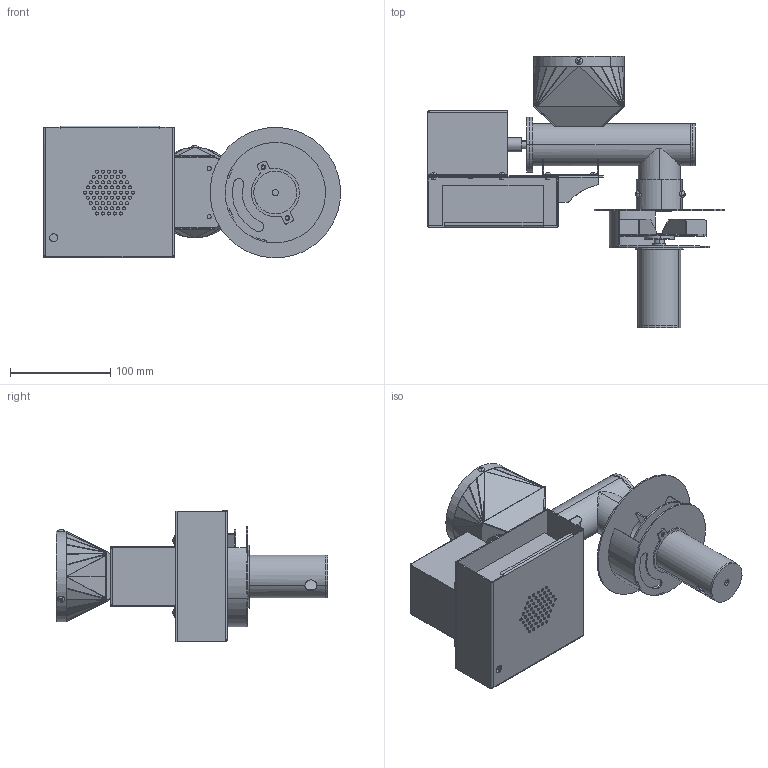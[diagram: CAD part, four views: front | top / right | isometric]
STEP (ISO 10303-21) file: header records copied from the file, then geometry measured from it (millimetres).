
FILE_DESCRIPTION (( 'STEP AP203' ), '1' );
FILE_NAME ('Assem1.STEP', '2023-04-03T09:39:19', ( '' ), ( '' ), 'SwSTEP 2.0', 'SolidWorks 2022', '' );
FILE_SCHEMA (( 'CONFIG_CONTROL_DESIGN' ));
Length unit declared in the file: millimetre
Products named in the file (24): ? lan 608; m?t b獳h; motor c嫕h qu?t; motor; ngõ ra; ph?u; cover tr瘽; cover du?i; vi?n; c嫕h v癃; n?i tr?c; ?ng m嫝; mayo motor c嫕h qu?t; pass motor; board; g?i tr?c; Assem1; tr?c v癃; v癃M4; g?i l?n; ph?u tr犥; d? ?ng; h?p board; c嫕h qu?t
Assembly tree (55 placements, depth 2):
  Assem1
    ?ng m嫝
    tr?c v癃
    c嫕h v癃  x11
    ph?u tr犥
    g?i tr?c
    m?t b獳h
    ? lan 608  x2
    vi?n
    h?p board
    board
    motor
    n?i tr?c
    d? ?ng
    ngõ ra
    pass motor
    c嫕h qu?t
    mayo motor c嫕h qu?t
    v癃M4  x22
    ph?u
    g?i l?n
    cover tr瘽
    cover du?i
    motor c嫕h qu?t
Bounding box: 295.38 x 270.56 x 131.2 mm (x, y, z)
Volume: 789053.4 mm3; surface area: 473833.5 mm2
Topology: 64 solids, 64 shells, 1588 faces, 3966 edges, 2496 vertices
Faces by surface type: plane 747, cylinder 600, bspline 153, torus 88
Entity records: 40782 total; most frequent: CARTESIAN_POINT 11087, DIRECTION 5493, ORIENTED_EDGE 5396, EDGE_CURVE 2698, AXIS2_PLACEMENT_3D 2033, VERTEX_POINT 1673, VECTOR 1427, LINE 1427
